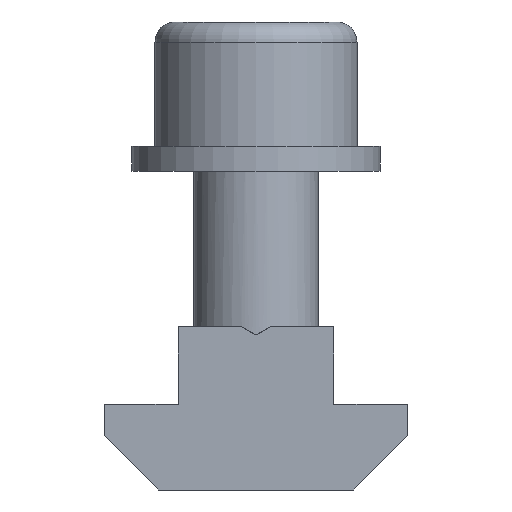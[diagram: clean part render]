
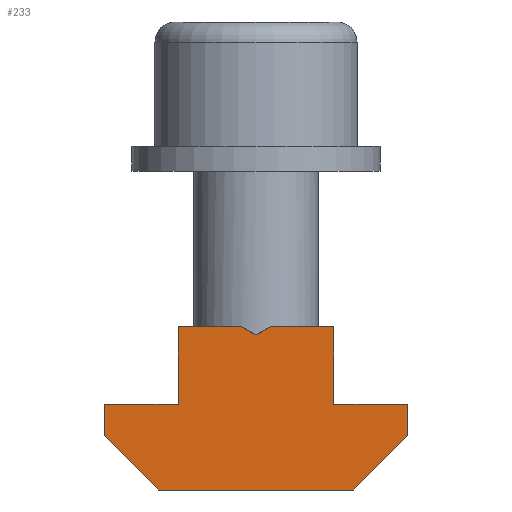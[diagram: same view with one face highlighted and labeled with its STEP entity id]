
A CAD part, front view. The second image highlights one B-rep face of the part: STEP entity #233.
In plain terms, the highlighted planar face has unit normal (0, -1, 0).
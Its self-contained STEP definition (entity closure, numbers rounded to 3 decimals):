
#233=ADVANCED_FACE('',(#482),#483,.T.);
#482=FACE_OUTER_BOUND('',#736,.T.);
#483=PLANE('',#737);
#736=EDGE_LOOP('',(#1338,#1339,#1340,#1341,#1342,#1343,#1344,#1345,#1346,#1347,#1348,#1349,#1350));
#737=AXIS2_PLACEMENT_3D('',#1351,#1352,#1353);
#1338=ORIENTED_EDGE('',*,*,#1667,.T.);
#1339=ORIENTED_EDGE('',*,*,#1622,.F.);
#1340=ORIENTED_EDGE('',*,*,#1680,.T.);
#1341=ORIENTED_EDGE('',*,*,#1681,.T.);
#1342=ORIENTED_EDGE('',*,*,#1682,.T.);
#1343=ORIENTED_EDGE('',*,*,#1683,.T.);
#1344=ORIENTED_EDGE('',*,*,#1672,.T.);
#1345=ORIENTED_EDGE('',*,*,#1684,.T.);
#1346=ORIENTED_EDGE('',*,*,#1685,.T.);
#1347=ORIENTED_EDGE('',*,*,#1686,.T.);
#1348=ORIENTED_EDGE('',*,*,#1687,.T.);
#1349=ORIENTED_EDGE('',*,*,#1583,.F.);
#1350=ORIENTED_EDGE('',*,*,#1663,.T.);
#1351=CARTESIAN_POINT('',(0.0,-80.,-15.0));
#1352=DIRECTION('',(0.,-1.0,0.0));
#1353=DIRECTION('',(-1.0,0.,0.0));
#1583=EDGE_CURVE('',#1926,#1928,#1929,.T.);
#1622=EDGE_CURVE('',#1975,#1977,#1978,.T.);
#1663=EDGE_CURVE('',#1926,#2028,#2030,.T.);
#1667=EDGE_CURVE('',#2028,#1977,#2034,.T.);
#1672=EDGE_CURVE('',#2039,#2040,#2041,.T.);
#1680=EDGE_CURVE('',#1975,#2049,#2050,.T.);
#1681=EDGE_CURVE('',#2049,#2051,#2052,.T.);
#1682=EDGE_CURVE('',#2051,#2053,#2054,.T.);
#1683=EDGE_CURVE('',#2053,#2039,#2055,.T.);
#1684=EDGE_CURVE('',#2040,#2056,#2057,.T.);
#1685=EDGE_CURVE('',#2056,#2058,#2059,.T.);
#1686=EDGE_CURVE('',#2058,#2060,#2061,.T.);
#1687=EDGE_CURVE('',#2060,#1928,#2062,.T.);
#1926=VERTEX_POINT('',#2338);
#1928=VERTEX_POINT('',#2341);
#1929=LINE('',#2342,#2343);
#1975=VERTEX_POINT('',#2398);
#1977=VERTEX_POINT('',#2401);
#1978=LINE('',#2402,#2403);
#2028=VERTEX_POINT('',#2466);
#2030=LINE('',#2469,#2470);
#2034=LINE('',#2475,#2476);
#2039=VERTEX_POINT('',#2481);
#2040=VERTEX_POINT('',#2482);
#2041=LINE('',#2483,#2484);
#2049=VERTEX_POINT('',#2494);
#2050=LINE('',#2495,#2496);
#2051=VERTEX_POINT('',#2497);
#2052=LINE('',#2498,#2499);
#2053=VERTEX_POINT('',#2500);
#2054=LINE('',#2501,#2502);
#2055=LINE('',#2503,#2504);
#2056=VERTEX_POINT('',#2505);
#2057=LINE('',#2506,#2507);
#2058=VERTEX_POINT('',#2508);
#2059=LINE('',#2509,#2510);
#2060=VERTEX_POINT('',#2511);
#2061=LINE('',#2512,#2513);
#2062=LINE('',#2514,#2515);
#2338=CARTESIAN_POINT('',(0.92,-80.,-10.0));
#2341=CARTESIAN_POINT('',(5.0,-80.,-10.0));
#2342=CARTESIAN_POINT('',(0.92,-80.,-10.0));
#2343=VECTOR('',#2777,4.08);
#2398=CARTESIAN_POINT('',(-5.0,-80.,-10.0));
#2401=CARTESIAN_POINT('',(-0.92,-80.,-10.0));
#2402=CARTESIAN_POINT('',(-5.0,-80.,-10.0));
#2403=VECTOR('',#2830,4.08);
#2466=CARTESIAN_POINT('',(0.0,-80.,-10.531));
#2469=CARTESIAN_POINT('',(0.92,-80.,-10.0));
#2470=VECTOR('',#2878,1.062);
#2475=CARTESIAN_POINT('',(0.0,-80.,-10.531));
#2476=VECTOR('',#2880,1.062);
#2481=CARTESIAN_POINT('',(-6.25,-80.,-20.5));
#2482=CARTESIAN_POINT('',(6.25,-80.,-20.5));
#2483=CARTESIAN_POINT('',(-6.25,-80.,-20.5));
#2484=VECTOR('',#2884,12.5);
#2494=CARTESIAN_POINT('',(-5.0,-80.,-15.0));
#2495=CARTESIAN_POINT('',(-5.0,-80.,-10.0));
#2496=VECTOR('',#2893,5.0);
#2497=CARTESIAN_POINT('',(-9.75,-80.,-15.0));
#2498=CARTESIAN_POINT('',(-5.0,-80.,-15.0));
#2499=VECTOR('',#2894,4.75);
#2500=CARTESIAN_POINT('',(-9.75,-80.,-17.0));
#2501=CARTESIAN_POINT('',(-9.75,-80.,-15.0));
#2502=VECTOR('',#2895,2.0);
#2503=CARTESIAN_POINT('',(-9.75,-80.,-17.0));
#2504=VECTOR('',#2896,4.95);
#2505=CARTESIAN_POINT('',(9.75,-80.,-17.0));
#2506=CARTESIAN_POINT('',(6.25,-80.,-20.5));
#2507=VECTOR('',#2897,4.95);
#2508=CARTESIAN_POINT('',(9.75,-80.,-15.0));
#2509=CARTESIAN_POINT('',(9.75,-80.,-17.0));
#2510=VECTOR('',#2898,2.0);
#2511=CARTESIAN_POINT('',(5.0,-80.,-15.0));
#2512=CARTESIAN_POINT('',(9.75,-80.,-15.0));
#2513=VECTOR('',#2899,4.75);
#2514=CARTESIAN_POINT('',(5.0,-80.,-15.0));
#2515=VECTOR('',#2900,5.0);
#2777=DIRECTION('',(1.0,0.,0.0));
#2830=DIRECTION('',(1.0,0.,0.0));
#2878=DIRECTION('',(-0.866,0.,-0.5));
#2880=DIRECTION('',(-0.866,0.,0.5));
#2884=DIRECTION('',(1.0,0.,0.0));
#2893=DIRECTION('',(0.0,0.0,-1.0));
#2894=DIRECTION('',(-1.0,0.,0.0));
#2895=DIRECTION('',(0.0,0.0,-1.0));
#2896=DIRECTION('',(0.707,0.,-0.707));
#2897=DIRECTION('',(0.707,0.,0.707));
#2898=DIRECTION('',(0.0,0.0,1.0));
#2899=DIRECTION('',(-1.0,0.,0.0));
#2900=DIRECTION('',(0.0,0.0,1.0));
